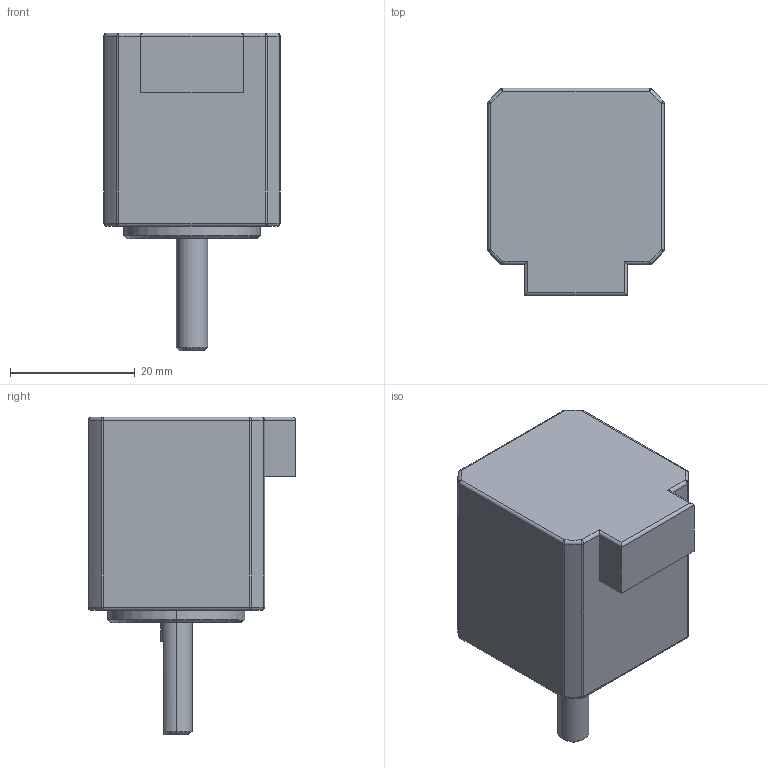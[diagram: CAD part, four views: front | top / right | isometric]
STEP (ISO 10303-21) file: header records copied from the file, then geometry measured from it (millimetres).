
FILE_DESCRIPTION (( 'STEP AP214' ), '1' );
FILE_NAME ('AM11HS1008-07.STEP', '2014-02-27T11:09:25', ( 'jrww' ), ( 'jrww' ), 'SwSTEP 2.0', 'SolidWorks 2011', '' );
FILE_SCHEMA (( 'AUTOMOTIVE_DESIGN' ));
Length unit declared in the file: millimetre
Products named in the file (1): AM11HS1008-07
Bounding box: 28.3 x 33.3 x 51 mm (x, y, z)
Volume: 25881.9 mm3; surface area: 5896.7 mm2
Topology: 1 solids, 1 shells, 87 faces, 188 edges, 101 vertices
Faces by surface type: cylinder 36, plane 22, sphere 16, torus 8, cone 5
Entity records: 2317 total; most frequent: DIRECTION 445, CARTESIAN_POINT 395, ORIENTED_EDGE 360, AXIS2_PLACEMENT_3D 183, EDGE_CURVE 180, VERTEX_POINT 101, CIRCLE 95, EDGE_LOOP 93
